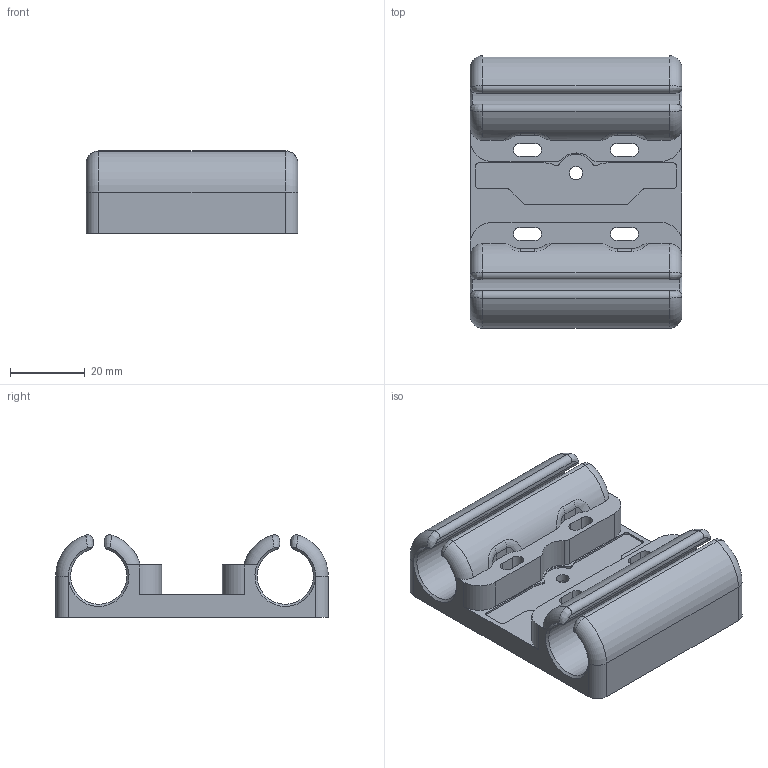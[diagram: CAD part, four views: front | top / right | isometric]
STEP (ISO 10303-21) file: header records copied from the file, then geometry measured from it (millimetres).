
FILE_DESCRIPTION(/* description */ (''),/* implementation_level */ '2;1');
FILE_NAME(/* name */ 'carriage.stp',/* time_stamp */ '2018-06-24T20:02:43+02:00',/* author */ ('petrz'),/* organization */ (''),/* preprocessor_version */ 'ST-DEVELOPER v17',/* originating_system */ 'Autodesk Inventor 2019',/* authorisation */ '');
FILE_SCHEMA (('AUTOMOTIVE_DESIGN { 1 0 10303 214 3 1 1 }'));
Length unit declared in the file: millimetre
Products named in the file (1): carriage
Bounding box: 56.8 x 73.05 x 22.06 mm (x, y, z)
Volume: 41490.2 mm3; surface area: 19205.5 mm2
Topology: 1 solids, 1 shells, 143 faces, 383 edges, 246 vertices
Faces by surface type: cylinder 61, plane 50, bspline 18, torus 8, cone 6
Full cylindrical faces by diameter (mm): 2.7 x2, 3.5 x1
Entity records: 5531 total; most frequent: CARTESIAN_POINT 1990, ORIENTED_EDGE 766, DIRECTION 685, EDGE_CURVE 383, AXIS2_PLACEMENT_3D 250, VERTEX_POINT 246, LINE 185, VECTOR 185
